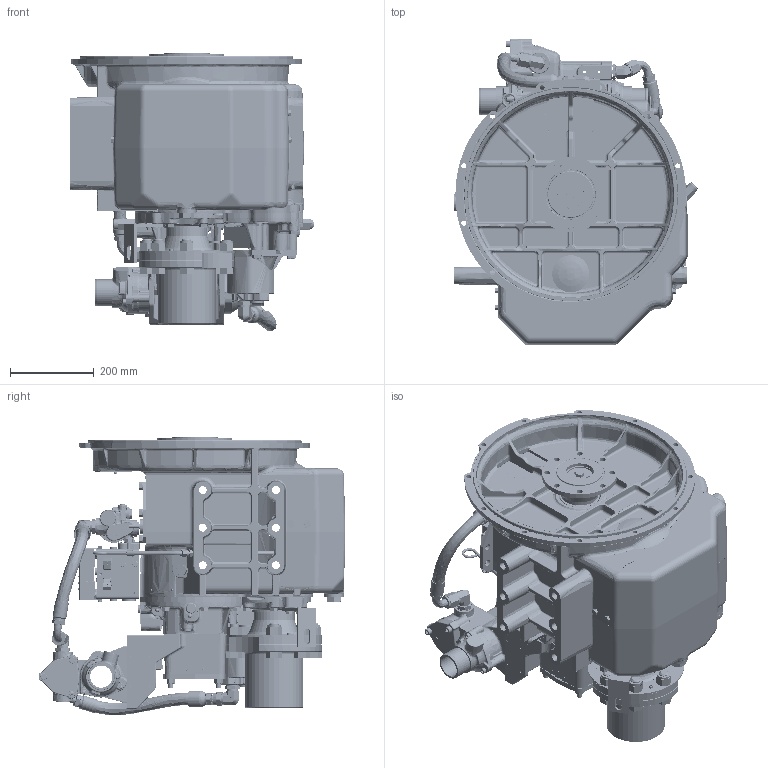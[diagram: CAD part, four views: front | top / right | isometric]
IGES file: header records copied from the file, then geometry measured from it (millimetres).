
Start section: SolidWorks IGES file using analytic representation for surfaces
Global section: file name: PX13252A.IGS; native system: SolidWorks 2010; preprocessor: SolidWorks 2010; author: DVandooren; date: 150819.114935; units: millimetre
Bounding box: 584 x 734.67 x 666.56 mm (x, y, z)
Surface area: 3825151 mm2 (no closed solid volume)
Topology: 0 solids, 0 shells, 8483 faces, 146600 edges, 146353 vertices
Faces by surface type: bspline 4856, revolution 3627
